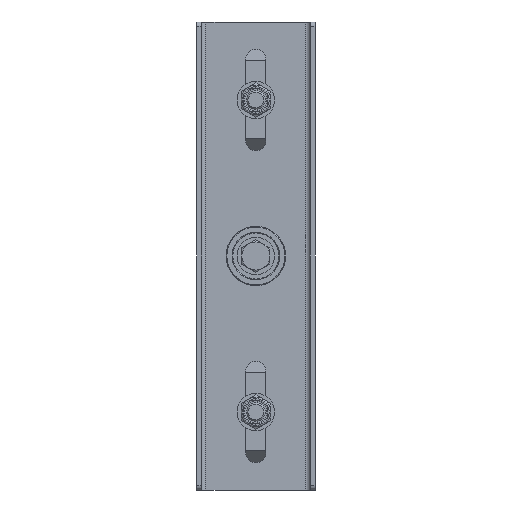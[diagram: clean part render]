
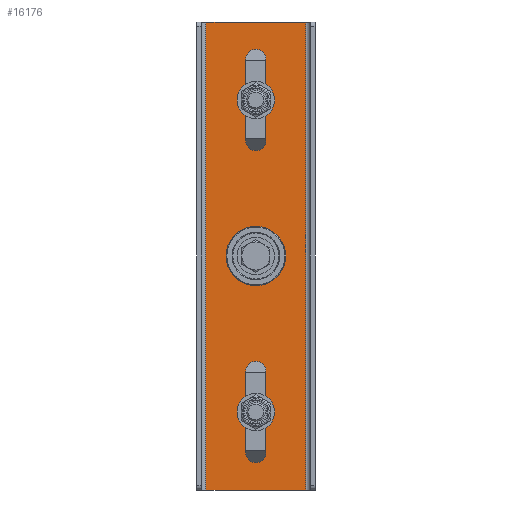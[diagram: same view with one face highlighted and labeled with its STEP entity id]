
A CAD part, front view. The second image highlights one B-rep face of the part: STEP entity #16176.
In plain terms, the highlighted planar face has unit normal (0, -1, 0).
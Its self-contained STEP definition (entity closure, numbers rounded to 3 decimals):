
#169 = VERTEX_POINT ( 'NONE', #16260 ) ;
#181 = VERTEX_POINT ( 'NONE', #48074 ) ;
#484 = CARTESIAN_POINT ( 'NONE',  ( 0., 0., 0. ) ) ;
#1233 = ORIENTED_EDGE ( 'NONE', *, *, #26618, .T. ) ;
#1642 = ORIENTED_EDGE ( 'NONE', *, *, #48881, .T. ) ;
#1726 = AXIS2_PLACEMENT_3D ( 'NONE', #32870, #55130, #42017 ) ;
#2586 = DIRECTION ( 'NONE',  ( 0., 0., -1. ) ) ;
#5721 = EDGE_LOOP ( 'NONE', ( #9264, #8386, #49012, #6310, #1642 ) ) ;
#5875 = CARTESIAN_POINT ( 'NONE',  ( 0., 0., -126. ) ) ;
#6310 = ORIENTED_EDGE ( 'NONE', *, *, #7034, .T. ) ;
#6381 = EDGE_LOOP ( 'NONE', ( #32486, #1233, #20410, #55975, #23636 ) ) ;
#6700 = CARTESIAN_POINT ( 'NONE',  ( 32., 0., 150. ) ) ;
#7034 = EDGE_CURVE ( 'NONE', #27778, #15729, #49427, .T. ) ;
#7124 = CARTESIAN_POINT ( 'NONE',  ( -32., 0., 150. ) ) ;
#7937 = EDGE_CURVE ( 'NONE', #57755, #42105, #53546, .T. ) ;
#8386 = ORIENTED_EDGE ( 'NONE', *, *, #25824, .T. ) ;
#8662 = EDGE_CURVE ( 'NONE', #22230, #27752, #10967, .T. ) ;
#8888 = DIRECTION ( 'NONE',  ( 0., 1., 0. ) ) ;
#9264 = ORIENTED_EDGE ( 'NONE', *, *, #36605, .T. ) ;
#9447 = DIRECTION ( 'NONE',  ( 0., 1., 0. ) ) ;
#9603 = VECTOR ( 'NONE', #2586, 1000. ) ;
#9714 = CIRCLE ( 'NONE', #25831, 6.5 ) ;
#9748 = CARTESIAN_POINT ( 'NONE',  ( 6.5, 0., 126. ) ) ;
#9934 = VERTEX_POINT ( 'NONE', #40526 ) ;
#9968 = CARTESIAN_POINT ( 'NONE',  ( 0., 0., 6.5 ) ) ;
#10067 = CARTESIAN_POINT ( 'NONE',  ( -32., 0., -150. ) ) ;
#10471 = CARTESIAN_POINT ( 'NONE',  ( 6.5, 0., 74. ) ) ;
#10500 = PLANE ( 'NONE',  #1726 ) ;
#10662 = FACE_OUTER_BOUND ( 'NONE', #15784, .T. ) ;
#10967 = LINE ( 'NONE', #7124, #42288 ) ;
#12293 = CARTESIAN_POINT ( 'NONE',  ( 6.5, 0., 74. ) ) ;
#12431 = AXIS2_PLACEMENT_3D ( 'NONE', #14991, #19098, #37749 ) ;
#12680 = DIRECTION ( 'NONE',  ( 0., 1., 0. ) ) ;
#13023 = EDGE_CURVE ( 'NONE', #54477, #30883, #40083, .T. ) ;
#13447 = FACE_BOUND ( 'NONE', #5721, .T. ) ;
#14962 = AXIS2_PLACEMENT_3D ( 'NONE', #21788, #48076, #30747 ) ;
#14991 = CARTESIAN_POINT ( 'NONE',  ( 0., 0., 74. ) ) ;
#15005 = VERTEX_POINT ( 'NONE', #42738 ) ;
#15350 = CARTESIAN_POINT ( 'NONE',  ( -6.5, 0., -126. ) ) ;
#15729 = VERTEX_POINT ( 'NONE', #30794 ) ;
#15784 = EDGE_LOOP ( 'NONE', ( #34202, #44821, #30752, #57848 ) ) ;
#16176 = ADVANCED_FACE ( 'NONE', ( #13447, #10662, #31554, #19698 ), #10500, .T. ) ;
#16252 = VERTEX_POINT ( 'NONE', #34034 ) ;
#16260 = CARTESIAN_POINT ( 'NONE',  ( -6.5, 0., 74. ) ) ;
#16282 = CIRCLE ( 'NONE', #19992, 6.5 ) ;
#17940 = CARTESIAN_POINT ( 'NONE',  ( -6.5, 0., 74. ) ) ;
#18396 = DIRECTION ( 'NONE',  ( 0., 0., 1. ) ) ;
#18927 = EDGE_CURVE ( 'NONE', #30883, #27752, #31987, .T. ) ;
#19098 = DIRECTION ( 'NONE',  ( 0., 1., 0. ) ) ;
#19417 = CIRCLE ( 'NONE', #32882, 6.5 ) ;
#19698 = FACE_BOUND ( 'NONE', #6381, .T. ) ;
#19992 = AXIS2_PLACEMENT_3D ( 'NONE', #54466, #9447, #18396 ) ;
#20296 = CARTESIAN_POINT ( 'NONE',  ( 6.5, 0., -126. ) ) ;
#20410 = ORIENTED_EDGE ( 'NONE', *, *, #57718, .T. ) ;
#20533 = VECTOR ( 'NONE', #53932, 1000. ) ;
#21069 = ORIENTED_EDGE ( 'NONE', *, *, #21401, .T. ) ;
#21401 = EDGE_CURVE ( 'NONE', #42105, #57755, #19417, .T. ) ;
#21460 = EDGE_CURVE ( 'NONE', #16252, #52102, #9714, .T. ) ;
#21788 = CARTESIAN_POINT ( 'NONE',  ( 0., 0., -74. ) ) ;
#22230 = VERTEX_POINT ( 'NONE', #33878 ) ;
#22301 = DIRECTION ( 'NONE',  ( 0., 0., 1. ) ) ;
#22422 = CARTESIAN_POINT ( 'NONE',  ( 35., 0., -150. ) ) ;
#23636 = ORIENTED_EDGE ( 'NONE', *, *, #21460, .T. ) ;
#24127 = EDGE_LOOP ( 'NONE', ( #21069, #54956 ) ) ;
#24513 = DIRECTION ( 'NONE',  ( 0., 0., 1. ) ) ;
#24575 = EDGE_CURVE ( 'NONE', #169, #16252, #26200, .T. ) ;
#25461 = VECTOR ( 'NONE', #46954, 1000. ) ;
#25737 = VECTOR ( 'NONE', #24513, 1000. ) ;
#25824 = EDGE_CURVE ( 'NONE', #15005, #55490, #33086, .T. ) ;
#25831 = AXIS2_PLACEMENT_3D ( 'NONE', #27545, #32013, #41557 ) ;
#25861 = DIRECTION ( 'NONE',  ( 0., 0., 1. ) ) ;
#26200 = LINE ( 'NONE', #17940, #43627 ) ;
#26265 = EDGE_CURVE ( 'NONE', #52102, #54804, #44224, .T. ) ;
#26618 = EDGE_CURVE ( 'NONE', #54804, #181, #16282, .T. ) ;
#27186 = CIRCLE ( 'NONE', #14962, 6.5 ) ;
#27545 = CARTESIAN_POINT ( 'NONE',  ( 0., 0., 126. ) ) ;
#27752 = VERTEX_POINT ( 'NONE', #10067 ) ;
#27778 = VERTEX_POINT ( 'NONE', #38020 ) ;
#27843 = DIRECTION ( 'NONE',  ( 0., 1., 0. ) ) ;
#28427 = LINE ( 'NONE', #20296, #9603 ) ;
#30279 = DIRECTION ( 'NONE',  ( 0., 0., -1. ) ) ;
#30747 = DIRECTION ( 'NONE',  ( 0., 0., 1. ) ) ;
#30752 = ORIENTED_EDGE ( 'NONE', *, *, #55672, .T. ) ;
#30794 = CARTESIAN_POINT ( 'NONE',  ( -6.5, 0., -74. ) ) ;
#30883 = VERTEX_POINT ( 'NONE', #52462 ) ;
#31554 = FACE_BOUND ( 'NONE', #24127, .T. ) ;
#31927 = DIRECTION ( 'NONE',  ( 0., 0., 1. ) ) ;
#31987 = LINE ( 'NONE', #22422, #34811 ) ;
#32013 = DIRECTION ( 'NONE',  ( 0., 1., 0. ) ) ;
#32486 = ORIENTED_EDGE ( 'NONE', *, *, #26265, .T. ) ;
#32870 = CARTESIAN_POINT ( 'NONE',  ( 35., 0., 150. ) ) ;
#32882 = AXIS2_PLACEMENT_3D ( 'NONE', #484, #8888, #22301 ) ;
#33086 = CIRCLE ( 'NONE', #43116, 6.5 ) ;
#33175 = AXIS2_PLACEMENT_3D ( 'NONE', #39087, #38708, #25861 ) ;
#33878 = CARTESIAN_POINT ( 'NONE',  ( -32., 0., 150. ) ) ;
#34034 = CARTESIAN_POINT ( 'NONE',  ( -6.5, 0., 126. ) ) ;
#34202 = ORIENTED_EDGE ( 'NONE', *, *, #18927, .F. ) ;
#34811 = VECTOR ( 'NONE', #49108, 1000. ) ;
#34889 = DIRECTION ( 'NONE',  ( 0., 0., 1. ) ) ;
#35251 = CARTESIAN_POINT ( 'NONE',  ( 0., 0., -126. ) ) ;
#36605 = EDGE_CURVE ( 'NONE', #9934, #15005, #28427, .T. ) ;
#37015 = VECTOR ( 'NONE', #54877, 1000. ) ;
#37749 = DIRECTION ( 'NONE',  ( 0., 0., 1. ) ) ;
#38020 = CARTESIAN_POINT ( 'NONE',  ( -6.5, 0., -126. ) ) ;
#38708 = DIRECTION ( 'NONE',  ( 0., 1., 0. ) ) ;
#39087 = CARTESIAN_POINT ( 'NONE',  ( 0., 0., 0. ) ) ;
#40083 = LINE ( 'NONE', #41888, #25461 ) ;
#40484 = LINE ( 'NONE', #42319, #37015 ) ;
#40526 = CARTESIAN_POINT ( 'NONE',  ( 6.5, 0., -74. ) ) ;
#41271 = CIRCLE ( 'NONE', #44400, 6.5 ) ;
#41557 = DIRECTION ( 'NONE',  ( 0., 0., 1. ) ) ;
#41888 = CARTESIAN_POINT ( 'NONE',  ( 32., 0., 150. ) ) ;
#42017 = DIRECTION ( 'NONE',  ( 0., 0., -1. ) ) ;
#42105 = VERTEX_POINT ( 'NONE', #52283 ) ;
#42288 = VECTOR ( 'NONE', #30279, 1000. ) ;
#42319 = CARTESIAN_POINT ( 'NONE',  ( 35., 0., 150. ) ) ;
#42738 = CARTESIAN_POINT ( 'NONE',  ( 6.5, 0., -126. ) ) ;
#43116 = AXIS2_PLACEMENT_3D ( 'NONE', #5875, #27843, #31927 ) ;
#43627 = VECTOR ( 'NONE', #53616, 1000. ) ;
#44224 = LINE ( 'NONE', #10471, #20533 ) ;
#44400 = AXIS2_PLACEMENT_3D ( 'NONE', #35251, #12680, #34889 ) ;
#44821 = ORIENTED_EDGE ( 'NONE', *, *, #13023, .F. ) ;
#46557 = CIRCLE ( 'NONE', #12431, 6.5 ) ;
#46954 = DIRECTION ( 'NONE',  ( 0., 0., -1. ) ) ;
#47131 = EDGE_CURVE ( 'NONE', #55490, #27778, #41271, .T. ) ;
#48074 = CARTESIAN_POINT ( 'NONE',  ( 0., 0., 67.5 ) ) ;
#48076 = DIRECTION ( 'NONE',  ( 0., 1., 0. ) ) ;
#48881 = EDGE_CURVE ( 'NONE', #15729, #9934, #27186, .T. ) ;
#49012 = ORIENTED_EDGE ( 'NONE', *, *, #47131, .T. ) ;
#49108 = DIRECTION ( 'NONE',  ( -1., 0., 0. ) ) ;
#49427 = LINE ( 'NONE', #15350, #25737 ) ;
#52102 = VERTEX_POINT ( 'NONE', #9748 ) ;
#52283 = CARTESIAN_POINT ( 'NONE',  ( 0., 0., -6.5 ) ) ;
#52462 = CARTESIAN_POINT ( 'NONE',  ( 32., 0., -150. ) ) ;
#53546 = CIRCLE ( 'NONE', #33175, 6.5 ) ;
#53616 = DIRECTION ( 'NONE',  ( 0., 0., 1. ) ) ;
#53932 = DIRECTION ( 'NONE',  ( 0., 0., -1. ) ) ;
#54466 = CARTESIAN_POINT ( 'NONE',  ( 0., 0., 74. ) ) ;
#54477 = VERTEX_POINT ( 'NONE', #6700 ) ;
#54804 = VERTEX_POINT ( 'NONE', #12293 ) ;
#54877 = DIRECTION ( 'NONE',  ( -1., 0., 0. ) ) ;
#54956 = ORIENTED_EDGE ( 'NONE', *, *, #7937, .T. ) ;
#55130 = DIRECTION ( 'NONE',  ( 0., -1., 0. ) ) ;
#55490 = VERTEX_POINT ( 'NONE', #57826 ) ;
#55672 = EDGE_CURVE ( 'NONE', #54477, #22230, #40484, .T. ) ;
#55975 = ORIENTED_EDGE ( 'NONE', *, *, #24575, .T. ) ;
#57718 = EDGE_CURVE ( 'NONE', #181, #169, #46557, .T. ) ;
#57755 = VERTEX_POINT ( 'NONE', #9968 ) ;
#57826 = CARTESIAN_POINT ( 'NONE',  ( 0., 0., -132.5 ) ) ;
#57848 = ORIENTED_EDGE ( 'NONE', *, *, #8662, .T. ) ;
